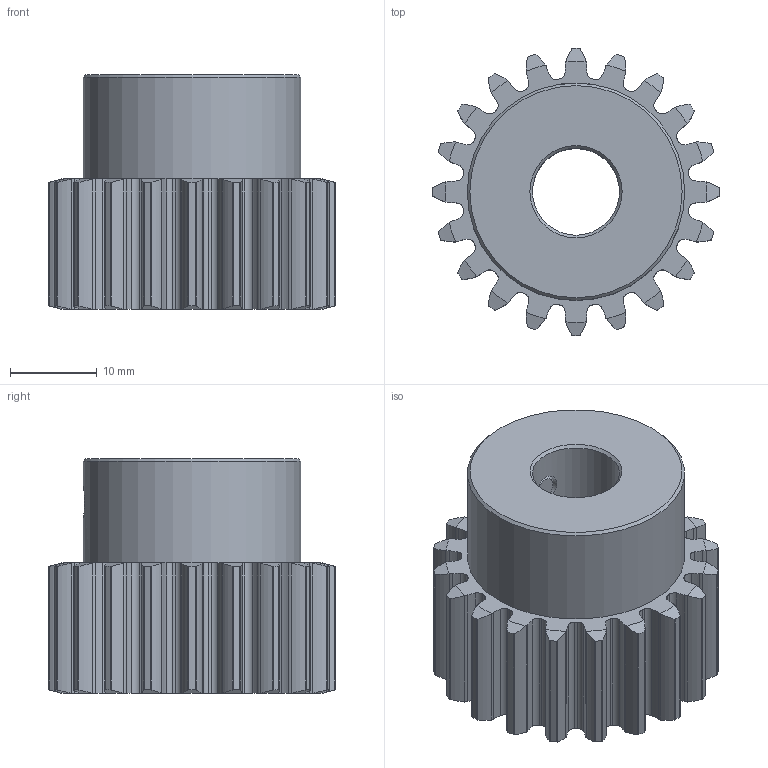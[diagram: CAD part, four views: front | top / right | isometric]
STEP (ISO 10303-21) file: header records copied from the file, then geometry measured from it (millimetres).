
FILE_DESCRIPTION(/* description */ ('STEP AP203'),/* implementation_level */ '2;1');
FILE_NAME(/* name */ 'GEAB1.5-20-15-B-10',/* time_stamp */ '2022-11-19T17:30:07+01:00',/* author */ ('License CC BY-ND 4.0'),/* organization */ ('CADENAS'),/* preprocessor_version */ 'ST-DEVELOPER v18.102',/* originating_system */ 'PARTsolutions',/* authorisation */ ' ');
FILE_SCHEMA (('CONFIG_CONTROL_DESIGN'));
Length unit declared in the file: millimetre
Products named in the file (3): GEAB1.5-20-15-B-10; SET-SCREW4-6; GEAB1.5-20-15-B-10_b
Assembly tree (2 placements, depth 2):
  GEAB1.5-20-15-B-10
    SET-SCREW4-6
    GEAB1.5-20-15-B-10_b
Bounding box: 33 x 33 x 27 mm (x, y, z)
Volume: 14096.7 mm3; surface area: 5865.7 mm2
Topology: 2 solids, 2 shells, 308 faces, 818 edges, 515 vertices
Faces by surface type: cylinder 244, cone 47, plane 17
Full cylindrical faces by diameter (mm): 3.242 x1, 4 x1, 10 x1, 25 x1
Entity records: 9793 total; most frequent: CARTESIAN_POINT 2128, DIRECTION 1642, ORIENTED_EDGE 1608, EDGE_CURVE 804, AXIS2_PLACEMENT_3D 689, VERTEX_POINT 513, CIRCLE 378, FACE_BOUND 325
